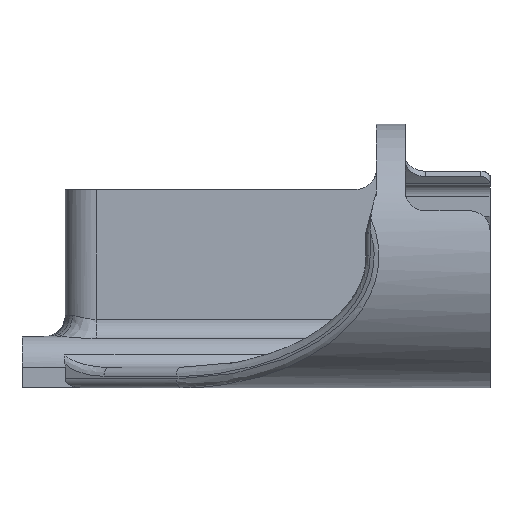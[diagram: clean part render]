
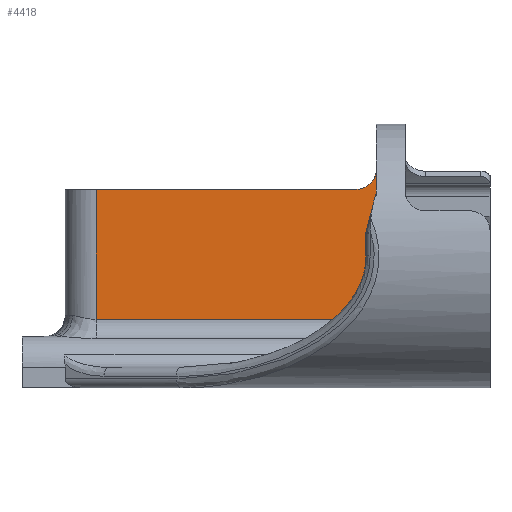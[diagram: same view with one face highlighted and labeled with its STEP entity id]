
A CAD part, left-side view. The second image highlights one B-rep face of the part: STEP entity #4418.
In plain terms, the highlighted planar face has unit normal (-1, 0, 0).
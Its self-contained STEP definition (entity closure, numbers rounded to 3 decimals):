
#30 = EDGE_CURVE ( 'NONE', #3897, #565, #2001, .T. ) ;
#32 = CARTESIAN_POINT ( 'NONE',  ( 22.675, 5., 21.1 ) ) ;
#64 = DIRECTION ( 'NONE',  ( 0., 0., 1. ) ) ;
#146 = ORIENTED_EDGE ( 'NONE', *, *, #394, .F. ) ;
#255 = CARTESIAN_POINT ( 'NONE',  ( 22.675, 0., 21.1 ) ) ;
#394 = EDGE_CURVE ( 'NONE', #3897, #7262, #6083, .T. ) ;
#565 = VERTEX_POINT ( 'NONE', #4664 ) ;
#685 = CARTESIAN_POINT ( 'NONE',  ( 22.675, 67.934, 16.1 ) ) ;
#811 = DIRECTION ( 'NONE',  ( 0., 0., -1. ) ) ;
#996 = AXIS2_PLACEMENT_3D ( 'NONE', #32, #2495, #5499 ) ;
#1115 = VECTOR ( 'NONE', #6478, 1000. ) ;
#1412 = DIRECTION ( 'NONE',  ( -1., 0., 0. ) ) ;
#1513 = EDGE_CURVE ( 'NONE', #565, #6491, #2443, .T. ) ;
#1519 = DIRECTION ( 'NONE',  ( 0., 0., 1. ) ) ;
#1840 = CARTESIAN_POINT ( 'NONE',  ( 22.675, 0., -15.376 ) ) ;
#1863 = CARTESIAN_POINT ( 'NONE',  ( 22.675, 5., 16.1 ) ) ;
#2001 = LINE ( 'NONE', #6249, #6904 ) ;
#2166 = CARTESIAN_POINT ( 'NONE',  ( 22.675, 0., -15.376 ) ) ;
#2443 = LINE ( 'NONE', #1840, #1115 ) ;
#2495 = DIRECTION ( 'NONE',  ( 1., 0., 0. ) ) ;
#2620 = EDGE_LOOP ( 'NONE', ( #4402, #5218, #3056, #5369, #146 ) ) ;
#3056 = ORIENTED_EDGE ( 'NONE', *, *, #4557, .T. ) ;
#3897 = VERTEX_POINT ( 'NONE', #6062 ) ;
#3940 = EDGE_CURVE ( 'NONE', #7548, #7262, #6564, .T. ) ;
#4402 = ORIENTED_EDGE ( 'NONE', *, *, #30, .T. ) ;
#4418 = ADVANCED_FACE ( 'NONE', ( #4896 ), #6798, .T. ) ;
#4539 = VECTOR ( 'NONE', #1519, 1000. ) ;
#4557 = EDGE_CURVE ( 'NONE', #6491, #7548, #5790, .T. ) ;
#4664 = CARTESIAN_POINT ( 'NONE',  ( 22.675, 67.934, -15.376 ) ) ;
#4667 = AXIS2_PLACEMENT_3D ( 'NONE', #6761, #1412, #64 ) ;
#4896 = FACE_OUTER_BOUND ( 'NONE', #2620, .T. ) ;
#4924 = DIRECTION ( 'NONE',  ( 0., -1., 0. ) ) ;
#5218 = ORIENTED_EDGE ( 'NONE', *, *, #1513, .T. ) ;
#5369 = ORIENTED_EDGE ( 'NONE', *, *, #3940, .T. ) ;
#5499 = DIRECTION ( 'NONE',  ( 0., 0., 1. ) ) ;
#5790 = LINE ( 'NONE', #6993, #4539 ) ;
#6062 = CARTESIAN_POINT ( 'NONE',  ( 22.675, 67.934, 16.1 ) ) ;
#6083 = LINE ( 'NONE', #685, #7036 ) ;
#6249 = CARTESIAN_POINT ( 'NONE',  ( 22.675, 67.934, 0. ) ) ;
#6478 = DIRECTION ( 'NONE',  ( 0., -1., 0. ) ) ;
#6491 = VERTEX_POINT ( 'NONE', #2166 ) ;
#6564 = CIRCLE ( 'NONE', #996, 5. ) ;
#6761 = CARTESIAN_POINT ( 'NONE',  ( 22.675, 0., 0. ) ) ;
#6798 = PLANE ( 'NONE',  #4667 ) ;
#6904 = VECTOR ( 'NONE', #811, 1000. ) ;
#6993 = CARTESIAN_POINT ( 'NONE',  ( 22.675, 0., -19.5 ) ) ;
#7036 = VECTOR ( 'NONE', #4924, 1000. ) ;
#7262 = VERTEX_POINT ( 'NONE', #1863 ) ;
#7548 = VERTEX_POINT ( 'NONE', #255 ) ;
